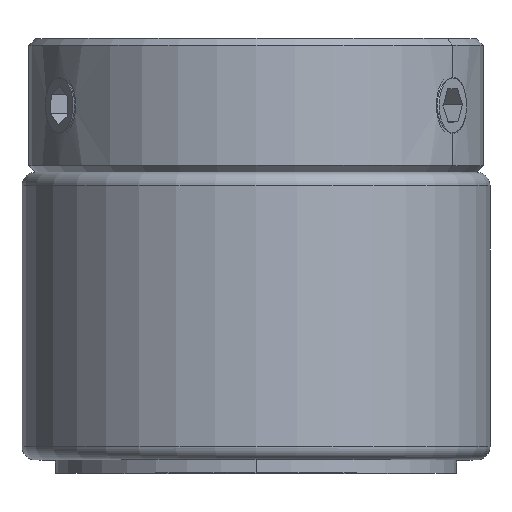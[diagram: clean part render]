
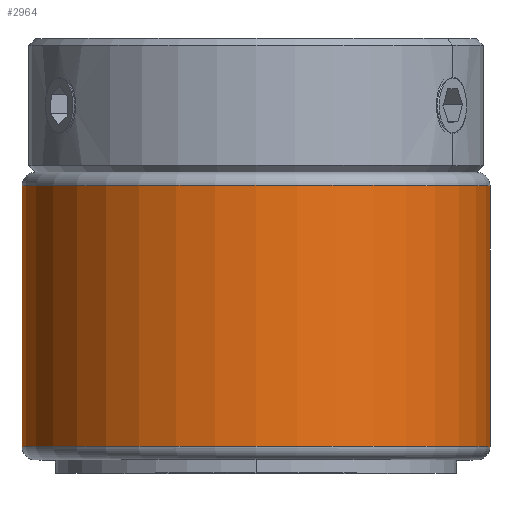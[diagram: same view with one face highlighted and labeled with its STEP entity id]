
A CAD part, top view. The second image highlights one B-rep face of the part: STEP entity #2964.
In plain terms, the highlighted cylindrical face has radius 17.5 mm (diameter 35 mm), a partial arc.
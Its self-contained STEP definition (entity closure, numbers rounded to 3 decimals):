
#164 = CARTESIAN_POINT ( 'NONE',  ( 0., 21.5, -17.5 ) ) ;
#207 = VERTEX_POINT ( 'NONE', #2437 ) ;
#359 = CARTESIAN_POINT ( 'NONE',  ( 0., 20.5, -17.5 ) ) ;
#450 = DIRECTION ( 'NONE',  ( 0., -1., 0. ) ) ;
#575 = DIRECTION ( 'NONE',  ( 0., 0., -1. ) ) ;
#670 = CARTESIAN_POINT ( 'NONE',  ( 0., 1., 0. ) ) ;
#837 = FACE_OUTER_BOUND ( 'NONE', #2593, .T. ) ;
#848 = ORIENTED_EDGE ( 'NONE', *, *, #3502, .T. ) ;
#1238 = CARTESIAN_POINT ( 'NONE',  ( 0., 21.5, 17.5 ) ) ;
#1250 = DIRECTION ( 'NONE',  ( 0., -1., 0. ) ) ;
#1295 = VERTEX_POINT ( 'NONE', #359 ) ;
#1588 = LINE ( 'NONE', #1238, #3233 ) ;
#1635 = DIRECTION ( 'NONE',  ( 0., 0., 1. ) ) ;
#1636 = AXIS2_PLACEMENT_3D ( 'NONE', #670, #1656, #1635 ) ;
#1656 = DIRECTION ( 'NONE',  ( 0., 1., 0. ) ) ;
#1811 = VERTEX_POINT ( 'NONE', #2694 ) ;
#1822 = CARTESIAN_POINT ( 'NONE',  ( 0., 21.5, 0. ) ) ;
#1964 = VECTOR ( 'NONE', #450, 1000. ) ;
#2018 = AXIS2_PLACEMENT_3D ( 'NONE', #4083, #1250, #3787 ) ;
#2437 = CARTESIAN_POINT ( 'NONE',  ( 0., 1., -17.5 ) ) ;
#2493 = ORIENTED_EDGE ( 'NONE', *, *, #3928, .T. ) ;
#2593 = EDGE_LOOP ( 'NONE', ( #3789, #2493, #3438, #848 ) ) ;
#2674 = LINE ( 'NONE', #164, #1964 ) ;
#2694 = CARTESIAN_POINT ( 'NONE',  ( 0., 1., 17.5 ) ) ;
#2879 = EDGE_CURVE ( 'NONE', #1295, #207, #2674, .T. ) ;
#2894 = CIRCLE ( 'NONE', #1636, 17.5 ) ;
#2964 = ADVANCED_FACE ( 'NONE', ( #837 ), #3066, .T. ) ;
#3066 = CYLINDRICAL_SURFACE ( 'NONE', #3693, 17.5 ) ;
#3092 = DIRECTION ( 'NONE',  ( 0., -1., 0. ) ) ;
#3112 = EDGE_CURVE ( 'NONE', #3418, #1811, #1588, .T. ) ;
#3219 = CIRCLE ( 'NONE', #2018, 17.5 ) ;
#3233 = VECTOR ( 'NONE', #3495, 1000. ) ;
#3418 = VERTEX_POINT ( 'NONE', #3529 ) ;
#3438 = ORIENTED_EDGE ( 'NONE', *, *, #2879, .T. ) ;
#3495 = DIRECTION ( 'NONE',  ( 0., -1., 0. ) ) ;
#3502 = EDGE_CURVE ( 'NONE', #207, #1811, #2894, .T. ) ;
#3529 = CARTESIAN_POINT ( 'NONE',  ( 0., 20.5, 17.5 ) ) ;
#3693 = AXIS2_PLACEMENT_3D ( 'NONE', #1822, #3092, #575 ) ;
#3787 = DIRECTION ( 'NONE',  ( 0., 0., 1. ) ) ;
#3789 = ORIENTED_EDGE ( 'NONE', *, *, #3112, .F. ) ;
#3928 = EDGE_CURVE ( 'NONE', #3418, #1295, #3219, .T. ) ;
#4083 = CARTESIAN_POINT ( 'NONE',  ( 0., 20.5, 0. ) ) ;
